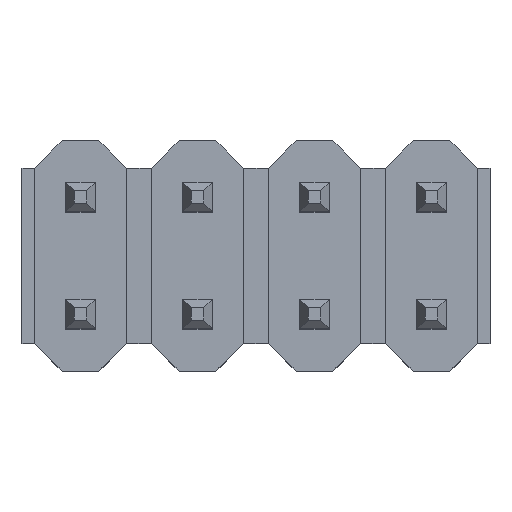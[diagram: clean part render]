
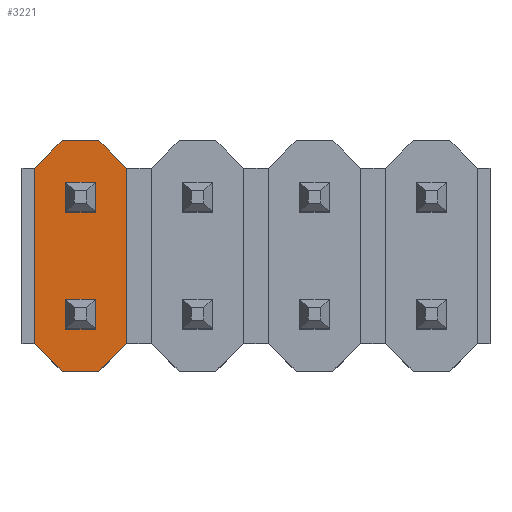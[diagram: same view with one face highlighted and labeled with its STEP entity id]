
A CAD part, top view. The second image highlights one B-rep face of the part: STEP entity #3221.
In plain terms, the highlighted planar face has unit normal (0, 0, 1).
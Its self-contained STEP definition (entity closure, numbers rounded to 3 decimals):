
#52 = EDGE_LOOP ( 'NONE', ( #2643, #8901, #1890, #1540 ) ) ;
#271 = VERTEX_POINT ( 'NONE', #5866 ) ;
#490 = CARTESIAN_POINT ( 'NONE',  ( -0.32, 1.59, 2.5 ) ) ;
#533 = VERTEX_POINT ( 'NONE', #3306 ) ;
#551 = DIRECTION ( 'NONE',  ( 0., 1., 0. ) ) ;
#696 = CARTESIAN_POINT ( 'NONE',  ( -2.9, 0.95, 2.5 ) ) ;
#792 = CARTESIAN_POINT ( 'NONE',  ( -0.32, 0., 2.5 ) ) ;
#799 = DIRECTION ( 'NONE',  ( -0.707, -0.707, 0. ) ) ;
#833 = ORIENTED_EDGE ( 'NONE', *, *, #8401, .F. ) ;
#847 = LINE ( 'NONE', #696, #4289 ) ;
#881 = LINE ( 'NONE', #7628, #8931 ) ;
#897 = DIRECTION ( 'NONE',  ( 0., -1., 0. ) ) ;
#948 = CARTESIAN_POINT ( 'NONE',  ( -0.4, 2.5, 2.5 ) ) ;
#962 = ORIENTED_EDGE ( 'NONE', *, *, #2743, .T. ) ;
#967 = CARTESIAN_POINT ( 'NONE',  ( -0.4, -2.5, 2.5 ) ) ;
#1009 = EDGE_CURVE ( 'NONE', #4400, #533, #881, .T. ) ;
#1074 = VECTOR ( 'NONE', #3519, 1000. ) ;
#1090 = VERTEX_POINT ( 'NONE', #490 ) ;
#1111 = CARTESIAN_POINT ( 'NONE',  ( -0.4, 2.5, 2.5 ) ) ;
#1122 = EDGE_CURVE ( 'NONE', #3532, #2359, #6811, .T. ) ;
#1192 = VECTOR ( 'NONE', #6236, 1000. ) ;
#1250 = VECTOR ( 'NONE', #897, 1000. ) ;
#1258 = VECTOR ( 'NONE', #9047, 1000. ) ;
#1408 = VECTOR ( 'NONE', #551, 1000. ) ;
#1490 = CARTESIAN_POINT ( 'NONE',  ( -1., -1.9, 2.5 ) ) ;
#1540 = ORIENTED_EDGE ( 'NONE', *, *, #6596, .T. ) ;
#1574 = CARTESIAN_POINT ( 'NONE',  ( 0.32, 0., 2.5 ) ) ;
#1648 = LINE ( 'NONE', #2663, #5903 ) ;
#1801 = CARTESIAN_POINT ( 'NONE',  ( -2.9, 1.59, 2.5 ) ) ;
#1816 = LINE ( 'NONE', #1801, #6524 ) ;
#1890 = ORIENTED_EDGE ( 'NONE', *, *, #9180, .T. ) ;
#2236 = AXIS2_PLACEMENT_3D ( 'NONE', #8812, #6690, #3830 ) ;
#2359 = VERTEX_POINT ( 'NONE', #4503 ) ;
#2368 = VECTOR ( 'NONE', #799, 1000. ) ;
#2481 = CARTESIAN_POINT ( 'NONE',  ( 0.32, 0.95, 2.5 ) ) ;
#2500 = EDGE_CURVE ( 'NONE', #4086, #271, #1648, .T. ) ;
#2601 = EDGE_LOOP ( 'NONE', ( #9120, #7413, #7555, #6638, #962, #833, #4742, #5440 ) ) ;
#2643 = ORIENTED_EDGE ( 'NONE', *, *, #6031, .T. ) ;
#2663 = CARTESIAN_POINT ( 'NONE',  ( 0.4, -2.5, 2.5 ) ) ;
#2705 = LINE ( 'NONE', #8605, #9197 ) ;
#2709 = VECTOR ( 'NONE', #8217, 1000. ) ;
#2743 = EDGE_CURVE ( 'NONE', #6294, #4716, #6049, .T. ) ;
#2977 = VERTEX_POINT ( 'NONE', #6585 ) ;
#3221 = ADVANCED_FACE ( 'NONE', ( #7614, #6933, #4910 ), #8784, .F. ) ;
#3306 = CARTESIAN_POINT ( 'NONE',  ( -0.32, -1.59, 2.5 ) ) ;
#3379 = DIRECTION ( 'NONE',  ( 0., 1., 0. ) ) ;
#3386 = EDGE_CURVE ( 'NONE', #1090, #3726, #1816, .T. ) ;
#3474 = CARTESIAN_POINT ( 'NONE',  ( 0.32, -1.59, 2.5 ) ) ;
#3510 = CARTESIAN_POINT ( 'NONE',  ( 0.32, 0., 2.5 ) ) ;
#3519 = DIRECTION ( 'NONE',  ( 0., 1., 0. ) ) ;
#3532 = VERTEX_POINT ( 'NONE', #3612 ) ;
#3612 = CARTESIAN_POINT ( 'NONE',  ( 1., 1.9, 2.5 ) ) ;
#3726 = VERTEX_POINT ( 'NONE', #4343 ) ;
#3729 = DIRECTION ( 'NONE',  ( 0., -1., 0. ) ) ;
#3819 = LINE ( 'NONE', #1574, #5281 ) ;
#3830 = DIRECTION ( 'NONE',  ( -1., 0., 0. ) ) ;
#3837 = EDGE_CURVE ( 'NONE', #3726, #5493, #3819, .T. ) ;
#3838 = ORIENTED_EDGE ( 'NONE', *, *, #3386, .T. ) ;
#4006 = ORIENTED_EDGE ( 'NONE', *, *, #5083, .T. ) ;
#4029 = CARTESIAN_POINT ( 'NONE',  ( -2.9, -0.95, 2.5 ) ) ;
#4033 = LINE ( 'NONE', #3510, #1250 ) ;
#4086 = VERTEX_POINT ( 'NONE', #8252 ) ;
#4107 = CARTESIAN_POINT ( 'NONE',  ( -0.4, -2.5, 2.5 ) ) ;
#4172 = LINE ( 'NONE', #948, #5643 ) ;
#4289 = VECTOR ( 'NONE', #7732, 1000. ) ;
#4304 = CARTESIAN_POINT ( 'NONE',  ( -0.4, 2.5, 2.5 ) ) ;
#4343 = CARTESIAN_POINT ( 'NONE',  ( 0.32, 1.59, 2.5 ) ) ;
#4400 = VERTEX_POINT ( 'NONE', #3474 ) ;
#4503 = CARTESIAN_POINT ( 'NONE',  ( 0.4, 2.5, 2.5 ) ) ;
#4716 = VERTEX_POINT ( 'NONE', #5438 ) ;
#4742 = ORIENTED_EDGE ( 'NONE', *, *, #5702, .T. ) ;
#4870 = LINE ( 'NONE', #792, #1074 ) ;
#4891 = VECTOR ( 'NONE', #7658, 1000. ) ;
#4910 = FACE_OUTER_BOUND ( 'NONE', #2601, .T. ) ;
#5083 = EDGE_CURVE ( 'NONE', #5493, #2977, #847, .T. ) ;
#5215 = VERTEX_POINT ( 'NONE', #1490 ) ;
#5281 = VECTOR ( 'NONE', #3729, 1000. ) ;
#5438 = CARTESIAN_POINT ( 'NONE',  ( -1., 1.9, 2.5 ) ) ;
#5440 = ORIENTED_EDGE ( 'NONE', *, *, #7916, .T. ) ;
#5493 = VERTEX_POINT ( 'NONE', #2481 ) ;
#5643 = VECTOR ( 'NONE', #6605, 1000. ) ;
#5699 = ORIENTED_EDGE ( 'NONE', *, *, #7078, .T. ) ;
#5702 = EDGE_CURVE ( 'NONE', #5215, #7211, #6288, .T. ) ;
#5709 = VECTOR ( 'NONE', #3379, 1000. ) ;
#5866 = CARTESIAN_POINT ( 'NONE',  ( 1., -1.9, 2.5 ) ) ;
#5903 = VECTOR ( 'NONE', #6915, 1000. ) ;
#6031 = EDGE_CURVE ( 'NONE', #6527, #4400, #4033, .T. ) ;
#6049 = LINE ( 'NONE', #4304, #2368 ) ;
#6236 = DIRECTION ( 'NONE',  ( 1., 0., 0. ) ) ;
#6288 = LINE ( 'NONE', #8249, #2709 ) ;
#6294 = VERTEX_POINT ( 'NONE', #1111 ) ;
#6524 = VECTOR ( 'NONE', #8223, 1000. ) ;
#6527 = VERTEX_POINT ( 'NONE', #8262 ) ;
#6585 = CARTESIAN_POINT ( 'NONE',  ( -0.32, 0.95, 2.5 ) ) ;
#6596 = EDGE_CURVE ( 'NONE', #7535, #6527, #8738, .T. ) ;
#6605 = DIRECTION ( 'NONE',  ( -1., 0., 0. ) ) ;
#6638 = ORIENTED_EDGE ( 'NONE', *, *, #8625, .T. ) ;
#6690 = DIRECTION ( 'NONE',  ( 0., 0., -1. ) ) ;
#6713 = CARTESIAN_POINT ( 'NONE',  ( -0.32, 0., 2.5 ) ) ;
#6761 = EDGE_CURVE ( 'NONE', #3532, #271, #2705, .T. ) ;
#6811 = LINE ( 'NONE', #8437, #4891 ) ;
#6861 = CARTESIAN_POINT ( 'NONE',  ( -1., 1.9, 2.5 ) ) ;
#6915 = DIRECTION ( 'NONE',  ( 0.707, 0.707, 0. ) ) ;
#6933 = FACE_BOUND ( 'NONE', #7935, .T. ) ;
#7056 = LINE ( 'NONE', #6713, #5709 ) ;
#7078 = EDGE_CURVE ( 'NONE', #2977, #1090, #7056, .T. ) ;
#7211 = VERTEX_POINT ( 'NONE', #967 ) ;
#7413 = ORIENTED_EDGE ( 'NONE', *, *, #6761, .F. ) ;
#7535 = VERTEX_POINT ( 'NONE', #9280 ) ;
#7555 = ORIENTED_EDGE ( 'NONE', *, *, #1122, .T. ) ;
#7614 = FACE_BOUND ( 'NONE', #52, .T. ) ;
#7628 = CARTESIAN_POINT ( 'NONE',  ( -2.9, -1.59, 2.5 ) ) ;
#7658 = DIRECTION ( 'NONE',  ( -0.707, 0.707, 0. ) ) ;
#7732 = DIRECTION ( 'NONE',  ( -1., 0., 0. ) ) ;
#7798 = LINE ( 'NONE', #6861, #1408 ) ;
#7905 = LINE ( 'NONE', #4107, #1192 ) ;
#7916 = EDGE_CURVE ( 'NONE', #7211, #4086, #7905, .T. ) ;
#7935 = EDGE_LOOP ( 'NONE', ( #3838, #8888, #4006, #5699 ) ) ;
#8217 = DIRECTION ( 'NONE',  ( 0.707, -0.707, 0. ) ) ;
#8223 = DIRECTION ( 'NONE',  ( 1., 0., 0. ) ) ;
#8249 = CARTESIAN_POINT ( 'NONE',  ( -0.4, -2.5, 2.5 ) ) ;
#8252 = CARTESIAN_POINT ( 'NONE',  ( 0.4, -2.5, 2.5 ) ) ;
#8262 = CARTESIAN_POINT ( 'NONE',  ( 0.32, -0.95, 2.5 ) ) ;
#8401 = EDGE_CURVE ( 'NONE', #5215, #4716, #7798, .T. ) ;
#8437 = CARTESIAN_POINT ( 'NONE',  ( 0.4, 2.5, 2.5 ) ) ;
#8605 = CARTESIAN_POINT ( 'NONE',  ( 1., 1.9, 2.5 ) ) ;
#8625 = EDGE_CURVE ( 'NONE', #2359, #6294, #4172, .T. ) ;
#8738 = LINE ( 'NONE', #4029, #1258 ) ;
#8784 = PLANE ( 'NONE',  #2236 ) ;
#8812 = CARTESIAN_POINT ( 'NONE',  ( -2.9, 0., 2.5 ) ) ;
#8888 = ORIENTED_EDGE ( 'NONE', *, *, #3837, .T. ) ;
#8901 = ORIENTED_EDGE ( 'NONE', *, *, #1009, .T. ) ;
#8931 = VECTOR ( 'NONE', #9158, 1000. ) ;
#9047 = DIRECTION ( 'NONE',  ( 1., 0., 0. ) ) ;
#9120 = ORIENTED_EDGE ( 'NONE', *, *, #2500, .T. ) ;
#9158 = DIRECTION ( 'NONE',  ( -1., 0., 0. ) ) ;
#9180 = EDGE_CURVE ( 'NONE', #533, #7535, #4870, .T. ) ;
#9197 = VECTOR ( 'NONE', #9232, 1000. ) ;
#9232 = DIRECTION ( 'NONE',  ( 0., -1., 0. ) ) ;
#9280 = CARTESIAN_POINT ( 'NONE',  ( -0.32, -0.95, 2.5 ) ) ;
